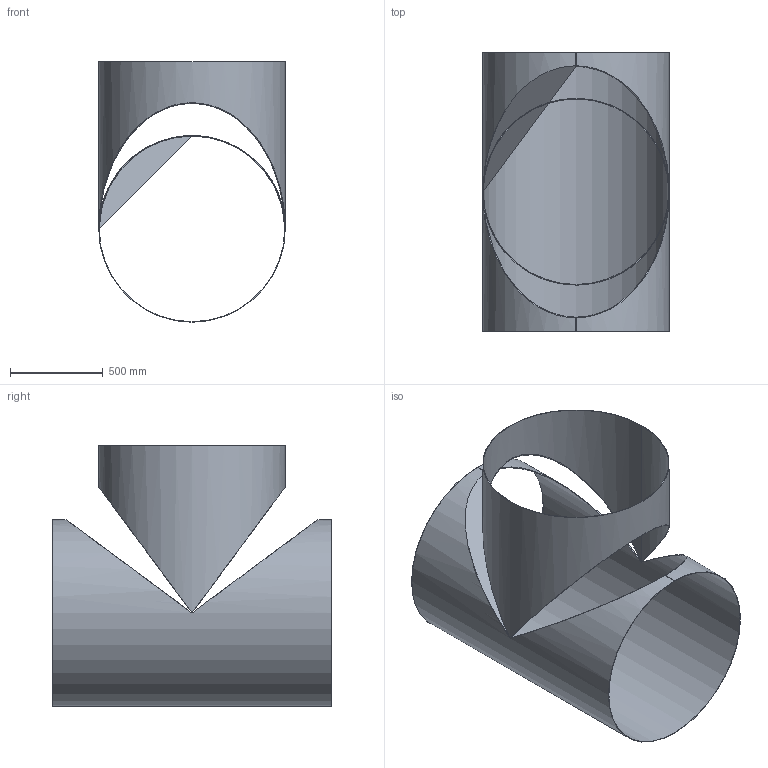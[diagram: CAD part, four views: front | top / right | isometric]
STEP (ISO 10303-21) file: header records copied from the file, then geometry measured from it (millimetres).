
FILE_DESCRIPTION(/* description */ (''),/* implementation_level */ '2;1');
FILE_NAME(/* name */ 'T-Stück.stp',/* time_stamp */ '2022-06-14T12:52:57+02:00',/* author */ ('joerg.krusat'),/* organization */ (''),/* preprocessor_version */ 'ST-DEVELOPER v18.1',/* originating_system */ 'Autodesk Inventor 2021',/* authorisation */ '');
FILE_SCHEMA (('AUTOMOTIVE_DESIGN { 1 0 10303 214 3 1 1 }'));
Length unit declared in the file: millimetre
Products named in the file (3): Baugruppe2; 155359; 155360
Assembly tree (2 placements, depth 2):
  Baugruppe2
    155359
    155360
Bounding box: 1005 x 1500 x 1402.5 mm (x, y, z)
Volume: 14525117.7 mm3; surface area: 9749737.5 mm2
Topology: 2 solids, 2 shells, 19 faces, 45 edges, 30 vertices
Faces by surface type: plane 15, cylinder 4
Full cylindrical faces by diameter (mm): 999 x2, 1005 x2
Entity records: 662 total; most frequent: DIRECTION 111, CARTESIAN_POINT 99, ORIENTED_EDGE 90, EDGE_CURVE 45, AXIS2_PLACEMENT_3D 42, VERTEX_POINT 30, LINE 27, VECTOR 27
